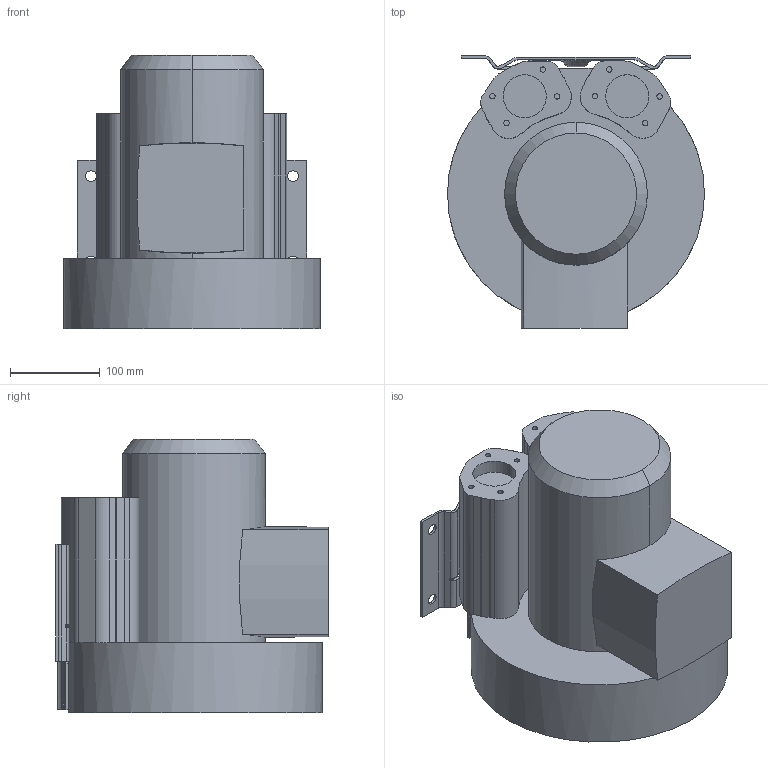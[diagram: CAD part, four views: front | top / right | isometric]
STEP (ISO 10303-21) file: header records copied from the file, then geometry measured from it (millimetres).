
FILE_DESCRIPTION((''),'2;1');
FILE_NAME('2RB410-7AP26','2024-12-05T',('xuan'),(''),'PRO/ENGINEER BY PARAMETRIC TECHNOLOGY CORPORATION, 2007090','PRO/ENGINEER BY PARAMETRIC TECHNOLOGY CORPORATION, 2007090','');
FILE_SCHEMA(('AUTOMOTIVE_DESIGN_CC2 { 1 2 10303 214 -1 1 5 2 }'));
Length unit declared in the file: millimetre
Products named in the file (1): 2RB410-7AP26
Bounding box: 286 x 303.25 x 304.4 mm (x, y, z)
Volume: 12564305.9 mm3; surface area: 536521 mm2
Topology: 1 solids, 1 shells, 229 faces, 664 edges, 447 vertices
Faces by surface type: cylinder 116, plane 87, extrusion 12, bspline 8, cone 6
Entity records: 8804 total; most frequent: CARTESIAN_POINT 2546, ORIENTED_EDGE 1328, DIRECTION 1313, EDGE_CURVE 664, AXIS2_PLACEMENT_3D 488, VERTEX_POINT 447, VECTOR 337, LINE 325
